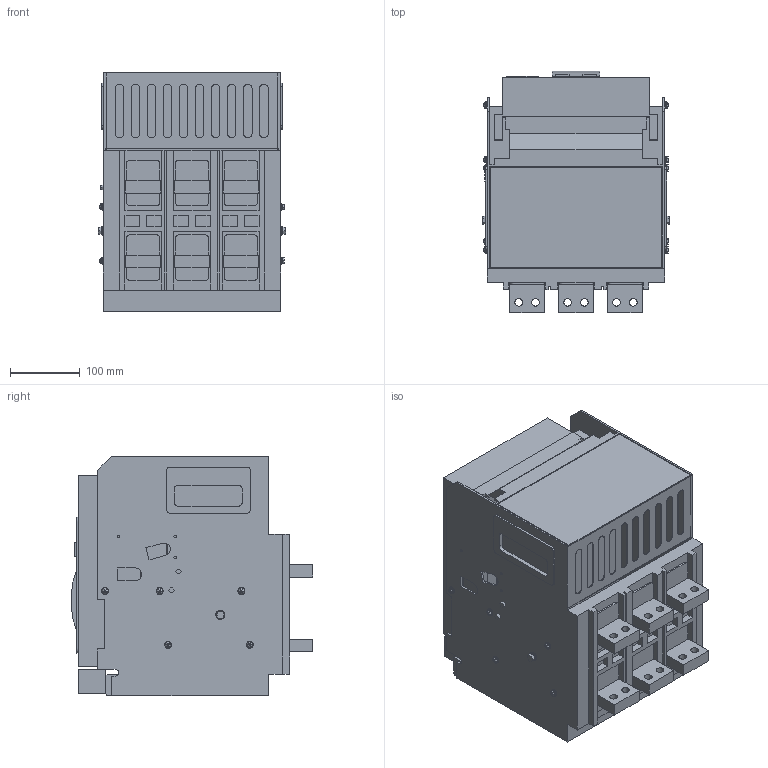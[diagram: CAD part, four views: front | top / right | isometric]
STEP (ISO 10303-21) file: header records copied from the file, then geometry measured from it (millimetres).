
FILE_DESCRIPTION(('STEP AP242'), '1');
FILE_NAME('臍99-40 0-3D 1000-1600', '', ('UNSPECIFIED'), ('UNSPECIFIED'), 'C3D Converter', 'C3D Toolkit', '');
FILE_SCHEMA(('AP242_MANAGED_MODEL_BASED_3D_ENGINEERING_MIM_LF { 1 0 10303 442 1 1 4 }'));
Length unit declared in the file: millimetre
Products named in the file (1): Воздушный автоматический выключатель
Bounding box: 268 x 346.43 x 343 mm (x, y, z)
Volume: 7736948 mm3; surface area: 1199907.3 mm2
Topology: 3 solids, 3 shells, 669 faces, 1734 edges, 1122 vertices
Faces by surface type: plane 488, cylinder 181
Full cylindrical faces by diameter (mm): 3.242 x3, 8 x10, 8.5 x2, 10 x10, 11 x14, 13 x2, 14 x2, 16 x1, 19 x1
Entity records: 25521 total; most frequent: CARTESIAN_POINT 3601, ORIENTED_EDGE 3378, DIRECTION 3359, EDGE_CURVE 1689, LINE 1279, VECTOR 1279, VERTEX_POINT 1122, AXIS2_PLACEMENT_3D 1040
